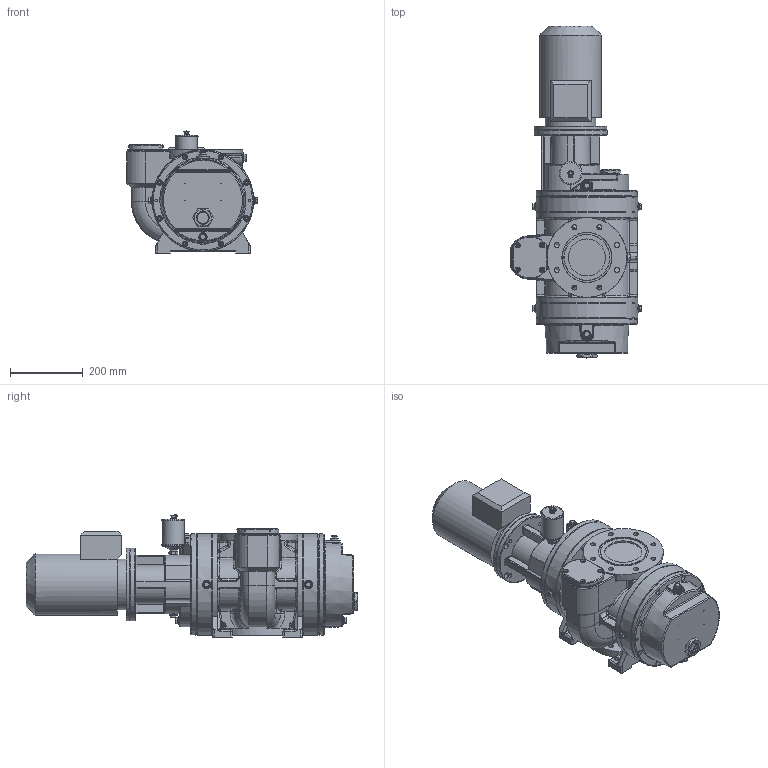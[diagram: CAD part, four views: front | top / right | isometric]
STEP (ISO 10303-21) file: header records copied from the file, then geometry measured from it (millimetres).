
FILE_DESCRIPTION((''),'2;1');
FILE_NAME('PP920717.stp','2011-11-24T15:18:14',('SCHNEIDER-K'),(''),'Autodesk Inventor 2009','Autodesk Inventor 2009','');
FILE_SCHEMA(('AUTOMOTIVE_DESIGN { 1 0 10303 214 1 1 1 1 }'));
Length unit declared in the file: millimetre
Products named in the file (1): PP920717_SW
Bounding box: 359.8 x 914.71 x 336.7 mm (x, y, z)
Volume: 35761606.4 mm3; surface area: 1348620.4 mm2
Topology: 1 solids, 14 shells, 1818 faces, 4343 edges, 2595 vertices
Faces by surface type: plane 617, bspline 537, cylinder 460, cone 109, torus 71, sphere 24
Full cylindrical faces by diameter (mm): 1.35 x1, 1.4 x2, 6.647 x10, 7 x1, 8 x2, 9 x1, 11 x4, 11.6 x1, 12 x8, 12.8 x2, 13.835 x8, 14 x2, 14.7 x1, 16.662 x10, 17 x9, 19 x2, 19.9 x1, 20.955 x2, 22 x10, 23 x6, 26 x2, 27 x2, 32 x3, 33 x1, 40.9 x1, 47 x2, 53 x2, 59.4 x1, 60 x1, 63 x2
Entity records: 74121 total; most frequent: CARTESIAN_POINT 35343, ORIENTED_EDGE 7508, DIRECTION 7164, EDGE_CURVE 3754, AXIS2_PLACEMENT_3D 2908, VERTEX_POINT 2439, EDGE_LOOP 2377, FACE_OUTER_BOUND 1818
